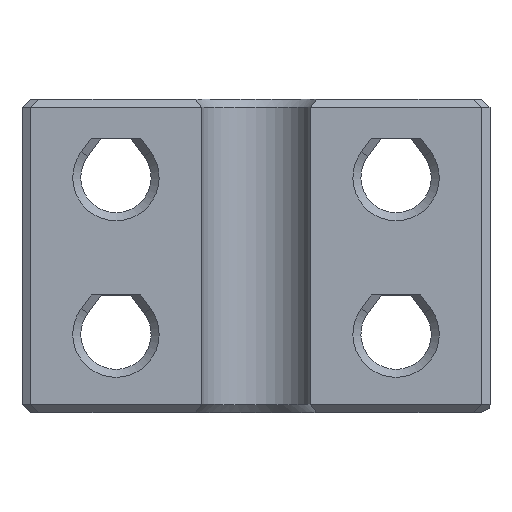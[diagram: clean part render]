
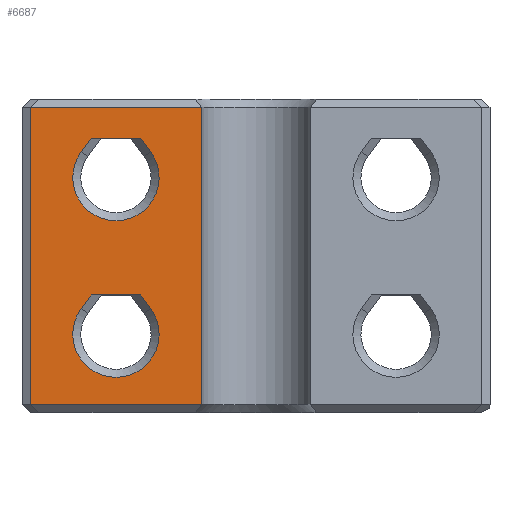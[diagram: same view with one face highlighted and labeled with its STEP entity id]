
A CAD part, top view. The second image highlights one B-rep face of the part: STEP entity #6687.
In plain terms, the highlighted planar face has unit normal (0, 0, 1).
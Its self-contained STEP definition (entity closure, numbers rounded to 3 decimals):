
#15=FACE_BOUND('',#1510,.T.);
#16=FACE_BOUND('',#1511,.T.);
#486=CIRCLE('',#6826,2.15);
#489=CIRCLE('',#6835,2.15);
#1108=FACE_OUTER_BOUND('',#1509,.T.);
#1509=EDGE_LOOP('',(#5728,#5729,#5730,#5731));
#1510=EDGE_LOOP('',(#5732,#5733,#5734,#5735));
#1511=EDGE_LOOP('',(#5736,#5737,#5738,#5739));
#1669=LINE('',#11162,#2143);
#1672=LINE('',#11173,#2146);
#1683=LINE('',#11197,#2157);
#1686=LINE('',#11208,#2160);
#1876=LINE('',#12234,#2350);
#2004=LINE('',#13047,#2478);
#2010=LINE('',#13084,#2484);
#2011=LINE('',#13086,#2485);
#2012=LINE('',#13087,#2486);
#2013=LINE('',#13088,#2487);
#2143=VECTOR('',#7564,10.);
#2146=VECTOR('',#7575,10.);
#2157=VECTOR('',#7596,10.);
#2160=VECTOR('',#7607,10.);
#2350=VECTOR('',#8283,10.);
#2478=VECTOR('',#8757,10.);
#2484=VECTOR('',#8783,10.);
#2485=VECTOR('',#8786,10.);
#2486=VECTOR('',#8787,10.);
#2487=VECTOR('',#8788,10.);
#2688=VERTEX_POINT('',#11155);
#2691=VERTEX_POINT('',#11160);
#2693=VERTEX_POINT('',#11166);
#2695=VERTEX_POINT('',#11171);
#2700=VERTEX_POINT('',#11190);
#2703=VERTEX_POINT('',#11195);
#2705=VERTEX_POINT('',#11201);
#2707=VERTEX_POINT('',#11206);
#2950=VERTEX_POINT('',#12232);
#2951=VERTEX_POINT('',#12233);
#3108=VERTEX_POINT('',#13033);
#3110=VERTEX_POINT('',#13042);
#3363=EDGE_CURVE('',#2691,#2688,#1669,.T.);
#3366=EDGE_CURVE('',#2693,#2691,#486,.T.);
#3368=EDGE_CURVE('',#2695,#2693,#1672,.T.);
#3380=EDGE_CURVE('',#2703,#2700,#1683,.T.);
#3383=EDGE_CURVE('',#2705,#2703,#489,.T.);
#3385=EDGE_CURVE('',#2707,#2705,#1686,.T.);
#3772=EDGE_CURVE('',#2950,#2951,#1876,.T.);
#4053=EDGE_CURVE('',#3110,#3108,#2004,.T.);
#4067=EDGE_CURVE('',#3108,#2950,#2010,.T.);
#4068=EDGE_CURVE('',#2951,#3110,#2011,.T.);
#4069=EDGE_CURVE('',#2695,#2688,#2012,.T.);
#4070=EDGE_CURVE('',#2707,#2700,#2013,.T.);
#5728=ORIENTED_EDGE('',*,*,#3772,.F.);
#5729=ORIENTED_EDGE('',*,*,#4067,.F.);
#5730=ORIENTED_EDGE('',*,*,#4053,.F.);
#5731=ORIENTED_EDGE('',*,*,#4068,.F.);
#5732=ORIENTED_EDGE('',*,*,#4069,.T.);
#5733=ORIENTED_EDGE('',*,*,#3363,.F.);
#5734=ORIENTED_EDGE('',*,*,#3366,.F.);
#5735=ORIENTED_EDGE('',*,*,#3368,.F.);
#5736=ORIENTED_EDGE('',*,*,#4070,.T.);
#5737=ORIENTED_EDGE('',*,*,#3380,.F.);
#5738=ORIENTED_EDGE('',*,*,#3383,.F.);
#5739=ORIENTED_EDGE('',*,*,#3385,.F.);
#6313=PLANE('',#7263);
#6687=ADVANCED_FACE('',(#1108,#15,#16),#6313,.F.);
#6826=AXIS2_PLACEMENT_3D('',#11168,#7570,#7571);
#6835=AXIS2_PLACEMENT_3D('',#11203,#7602,#7603);
#7263=AXIS2_PLACEMENT_3D('',#13085,#8784,#8785);
#7564=DIRECTION('',(-0.594,0.804,0.));
#7570=DIRECTION('center_axis',(0.,0.,1.));
#7571=DIRECTION('ref_axis',(-1.,0.,0.));
#7575=DIRECTION('',(-0.594,-0.804,0.));
#7596=DIRECTION('',(-0.594,0.804,0.));
#7602=DIRECTION('center_axis',(0.,0.,1.));
#7603=DIRECTION('ref_axis',(-1.,0.,0.));
#7607=DIRECTION('',(-0.594,-0.804,0.));
#8283=DIRECTION('',(1.,0.,0.));
#8757=DIRECTION('',(-1.,0.,0.));
#8783=DIRECTION('',(0.,1.,0.));
#8784=DIRECTION('center_axis',(0.,0.,-1.));
#8785=DIRECTION('ref_axis',(1.,0.,0.));
#8786=DIRECTION('',(0.,-1.,0.));
#8787=DIRECTION('',(1.,0.,0.));
#8788=DIRECTION('',(1.,0.,0.));
#11155=CARTESIAN_POINT('',(62.893,309.558,45.8));
#11160=CARTESIAN_POINT('',(63.39,308.885,45.8));
#11162=CARTESIAN_POINT('',(61.234,311.803,45.8));
#11166=CARTESIAN_POINT('',(59.932,308.885,45.8));
#11168=CARTESIAN_POINT('Origin',(61.661,307.608,45.8));
#11171=CARTESIAN_POINT('',(60.429,309.558,45.8));
#11173=CARTESIAN_POINT('',(59.976,308.945,45.8));
#11190=CARTESIAN_POINT('',(62.893,301.758,45.8));
#11195=CARTESIAN_POINT('',(63.39,301.085,45.8));
#11197=CARTESIAN_POINT('',(59.37,306.526,45.8));
#11201=CARTESIAN_POINT('',(59.932,301.085,45.8));
#11203=CARTESIAN_POINT('Origin',(61.661,299.808,45.8));
#11206=CARTESIAN_POINT('',(60.429,301.758,45.8));
#11208=CARTESIAN_POINT('',(61.84,303.667,45.8));
#12232=CARTESIAN_POINT('',(57.393,311.108,45.8));
#12233=CARTESIAN_POINT('',(65.929,311.108,45.8));
#12234=CARTESIAN_POINT('',(62.632,311.108,45.8));
#13033=CARTESIAN_POINT('',(57.393,296.308,45.8));
#13042=CARTESIAN_POINT('',(65.929,296.308,45.8));
#13047=CARTESIAN_POINT('',(62.632,296.308,45.8));
#13084=CARTESIAN_POINT('',(57.393,311.508,45.8));
#13085=CARTESIAN_POINT('Origin',(56.632,311.508,45.8));
#13086=CARTESIAN_POINT('',(65.929,311.508,45.8));
#13087=CARTESIAN_POINT('',(58.779,309.558,45.8));
#13088=CARTESIAN_POINT('',(58.779,301.758,45.8));
